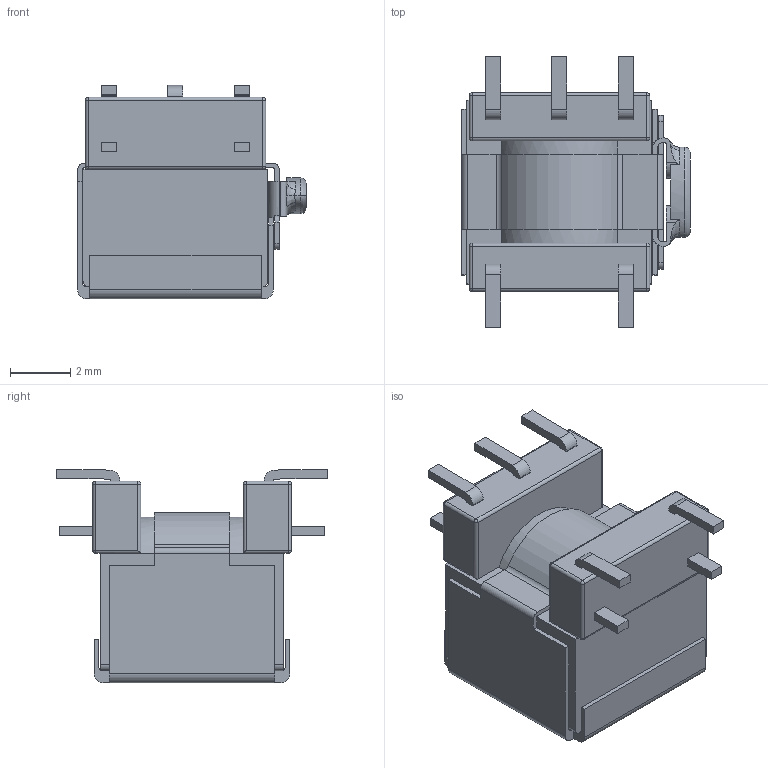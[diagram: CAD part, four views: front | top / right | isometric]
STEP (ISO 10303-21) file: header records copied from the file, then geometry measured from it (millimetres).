
FILE_DESCRIPTION((''),'2;1');
FILE_NAME('B78416A_EP6','2021-08-10T',('ED8242'),(''),'CREO PARAMETRIC BY PTC INC, 2015480','CREO PARAMETRIC BY PTC INC, 2015480','');
FILE_SCHEMA(('CONFIG_CONTROL_DESIGN'));
Length unit declared in the file: millimetre
Products named in the file (1): B78416A_EP6
Bounding box: 7.6 x 9 x 7.1 mm (x, y, z)
Volume: 235.9 mm3; surface area: 435.6 mm2
Topology: 1 solids, 1 shells, 275 faces, 736 edges, 461 vertices
Faces by surface type: plane 146, cylinder 84, torus 16, bspline 16, sphere 11, extrusion 2
Entity records: 10442 total; most frequent: CARTESIAN_POINT 3089, ORIENTED_EDGE 1450, DIRECTION 1397, EDGE_CURVE 725, VECTOR 473, LINE 471, AXIS2_PLACEMENT_3D 462, VERTEX_POINT 461
